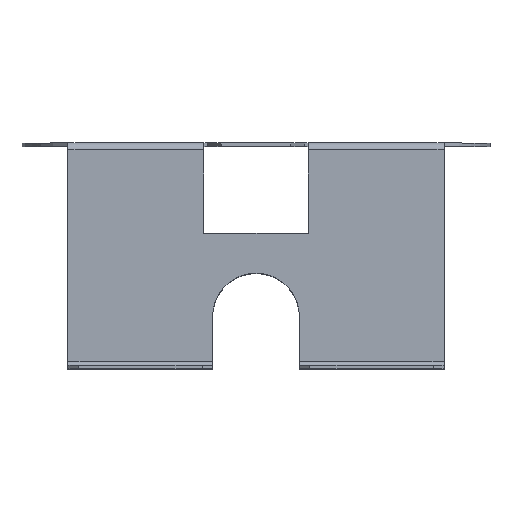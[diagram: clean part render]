
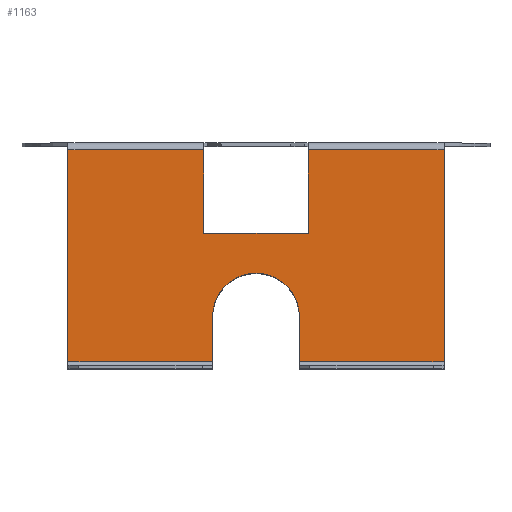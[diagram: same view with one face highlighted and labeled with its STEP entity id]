
A CAD part, top view. The second image highlights one B-rep face of the part: STEP entity #1163.
In plain terms, the highlighted planar face has unit normal (0, 0, 1).
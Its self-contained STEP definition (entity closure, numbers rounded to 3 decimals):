
#17 = DIRECTION ( 'NONE',  ( 1., 0., 0. ) ) ;
#29 = CARTESIAN_POINT ( 'NONE',  ( -8.665, -6.3, 2.95 ) ) ;
#96 = CARTESIAN_POINT ( 'NONE',  ( 2.165, 0., 2.95 ) ) ;
#111 = FACE_OUTER_BOUND ( 'NONE', #3261, .T. ) ;
#136 = CARTESIAN_POINT ( 'NONE',  ( -1.75, -0.2, 2.95 ) ) ;
#263 = LINE ( 'NONE', #1292, #319 ) ;
#319 = VECTOR ( 'NONE', #17, 1000. ) ;
#348 = CARTESIAN_POINT ( 'NONE',  ( -4.75, -0.2, 2.95 ) ) ;
#370 = DIRECTION ( 'NONE',  ( 0., 1., 0. ) ) ;
#392 = LINE ( 'NONE', #96, #1147 ) ;
#394 = VERTEX_POINT ( 'NONE', #348 ) ;
#489 = EDGE_CURVE ( 'NONE', #3135, #737, #1732, .T. ) ;
#542 = VECTOR ( 'NONE', #1352, 1000. ) ;
#559 = LINE ( 'NONE', #1334, #3105 ) ;
#592 = DIRECTION ( 'NONE',  ( 0., 1., 0. ) ) ;
#616 = PLANE ( 'NONE',  #2961 ) ;
#642 = EDGE_CURVE ( 'NONE', #971, #1666, #1588, .T. ) ;
#712 = VECTOR ( 'NONE', #1394, 1000. ) ;
#737 = VERTEX_POINT ( 'NONE', #136 ) ;
#839 = EDGE_CURVE ( 'NONE', #1666, #983, #2700, .T. ) ;
#875 = DIRECTION ( 'NONE',  ( 1., 0., 0. ) ) ;
#878 = ORIENTED_EDGE ( 'NONE', *, *, #3081, .F. ) ;
#901 = CARTESIAN_POINT ( 'NONE',  ( 0., 0., 2.95 ) ) ;
#971 = VERTEX_POINT ( 'NONE', #1312 ) ;
#983 = VERTEX_POINT ( 'NONE', #1058 ) ;
#1036 = VECTOR ( 'NONE', #875, 1000. ) ;
#1058 = CARTESIAN_POINT ( 'NONE',  ( -2., -5., 2.95 ) ) ;
#1093 = CARTESIAN_POINT ( 'NONE',  ( -8.665, 0., 2.95 ) ) ;
#1110 = CARTESIAN_POINT ( 'NONE',  ( 2.165, -6.3, 2.95 ) ) ;
#1112 = CARTESIAN_POINT ( 'NONE',  ( 2.165, -6.3, 2.95 ) ) ;
#1128 = EDGE_CURVE ( 'NONE', #2240, #2296, #392, .T. ) ;
#1143 = CARTESIAN_POINT ( 'NONE',  ( 2.165, -0.2, 2.95 ) ) ;
#1147 = VECTOR ( 'NONE', #370, 1000. ) ;
#1163 = ADVANCED_FACE ( 'NONE', ( #111 ), #616, .F. ) ;
#1205 = CARTESIAN_POINT ( 'NONE',  ( -3.25, -5., 2.95 ) ) ;
#1245 = CARTESIAN_POINT ( 'NONE',  ( -1.75, 0., 2.95 ) ) ;
#1259 = AXIS2_PLACEMENT_3D ( 'NONE', #1205, #2497, #3025 ) ;
#1264 = ORIENTED_EDGE ( 'NONE', *, *, #2045, .F. ) ;
#1277 = VERTEX_POINT ( 'NONE', #2254 ) ;
#1286 = VECTOR ( 'NONE', #1784, 1000. ) ;
#1287 = CARTESIAN_POINT ( 'NONE',  ( 2.165, -0.2, 2.95 ) ) ;
#1292 = CARTESIAN_POINT ( 'NONE',  ( 2.165, -0.2, 2.95 ) ) ;
#1312 = CARTESIAN_POINT ( 'NONE',  ( -4.5, -6.3, 2.95 ) ) ;
#1316 = ORIENTED_EDGE ( 'NONE', *, *, #1128, .T. ) ;
#1334 = CARTESIAN_POINT ( 'NONE',  ( -4.75, -2.6, 2.95 ) ) ;
#1341 = LINE ( 'NONE', #1093, #2054 ) ;
#1352 = DIRECTION ( 'NONE',  ( 0., -1., 0. ) ) ;
#1362 = LINE ( 'NONE', #1110, #712 ) ;
#1394 = DIRECTION ( 'NONE',  ( -1., 0., 0. ) ) ;
#1397 = VERTEX_POINT ( 'NONE', #3035 ) ;
#1402 = CARTESIAN_POINT ( 'NONE',  ( -4.5, -5., 2.95 ) ) ;
#1451 = VECTOR ( 'NONE', #2448, 1000. ) ;
#1480 = ORIENTED_EDGE ( 'NONE', *, *, #1639, .T. ) ;
#1531 = CARTESIAN_POINT ( 'NONE',  ( 2.165, -6.3, 2.95 ) ) ;
#1580 = DIRECTION ( 'NONE',  ( 0., 1., 0. ) ) ;
#1583 = ORIENTED_EDGE ( 'NONE', *, *, #642, .T. ) ;
#1588 = LINE ( 'NONE', #2585, #2484 ) ;
#1602 = DIRECTION ( 'NONE',  ( 0., 1., 0. ) ) ;
#1613 = CARTESIAN_POINT ( 'NONE',  ( -1.75, -2.6, 2.95 ) ) ;
#1639 = EDGE_CURVE ( 'NONE', #983, #1397, #1650, .T. ) ;
#1650 = LINE ( 'NONE', #3172, #542 ) ;
#1652 = DIRECTION ( 'NONE',  ( 0., 0., -1. ) ) ;
#1666 = VERTEX_POINT ( 'NONE', #1402 ) ;
#1682 = EDGE_CURVE ( 'NONE', #3135, #1277, #2431, .T. ) ;
#1732 = LINE ( 'NONE', #1245, #1286 ) ;
#1737 = ORIENTED_EDGE ( 'NONE', *, *, #2461, .F. ) ;
#1776 = ORIENTED_EDGE ( 'NONE', *, *, #2444, .F. ) ;
#1784 = DIRECTION ( 'NONE',  ( 0., 1., 0. ) ) ;
#1964 = EDGE_CURVE ( 'NONE', #1277, #394, #559, .T. ) ;
#2045 = EDGE_CURVE ( 'NONE', #971, #2313, #2408, .T. ) ;
#2049 = ORIENTED_EDGE ( 'NONE', *, *, #2831, .T. ) ;
#2054 = VECTOR ( 'NONE', #3179, 1000. ) ;
#2131 = DIRECTION ( 'NONE',  ( -1., 0., 0. ) ) ;
#2240 = VERTEX_POINT ( 'NONE', #1531 ) ;
#2254 = CARTESIAN_POINT ( 'NONE',  ( -4.75, -2.6, 2.95 ) ) ;
#2296 = VERTEX_POINT ( 'NONE', #1287 ) ;
#2313 = VERTEX_POINT ( 'NONE', #29 ) ;
#2408 = LINE ( 'NONE', #1112, #3280 ) ;
#2431 = LINE ( 'NONE', #1613, #1451 ) ;
#2444 = EDGE_CURVE ( 'NONE', #2240, #1397, #1362, .T. ) ;
#2448 = DIRECTION ( 'NONE',  ( -1., 0., 0. ) ) ;
#2461 = EDGE_CURVE ( 'NONE', #737, #2296, #3162, .T. ) ;
#2484 = VECTOR ( 'NONE', #1602, 1000. ) ;
#2497 = DIRECTION ( 'NONE',  ( 0., 0., -1. ) ) ;
#2556 = ORIENTED_EDGE ( 'NONE', *, *, #1964, .T. ) ;
#2585 = CARTESIAN_POINT ( 'NONE',  ( -4.5, 0., 2.95 ) ) ;
#2596 = CARTESIAN_POINT ( 'NONE',  ( -1.75, -2.6, 2.95 ) ) ;
#2700 = CIRCLE ( 'NONE', #1259, 1.25 ) ;
#2831 = EDGE_CURVE ( 'NONE', #3305, #2313, #1341, .T. ) ;
#2880 = ORIENTED_EDGE ( 'NONE', *, *, #839, .T. ) ;
#2961 = AXIS2_PLACEMENT_3D ( 'NONE', #901, #1652, #592 ) ;
#3025 = DIRECTION ( 'NONE',  ( 0., 1., 0. ) ) ;
#3035 = CARTESIAN_POINT ( 'NONE',  ( -2., -6.3, 2.95 ) ) ;
#3075 = ORIENTED_EDGE ( 'NONE', *, *, #489, .F. ) ;
#3081 = EDGE_CURVE ( 'NONE', #3305, #394, #263, .T. ) ;
#3105 = VECTOR ( 'NONE', #1580, 1000. ) ;
#3135 = VERTEX_POINT ( 'NONE', #2596 ) ;
#3162 = LINE ( 'NONE', #1143, #1036 ) ;
#3172 = CARTESIAN_POINT ( 'NONE',  ( -2., 0., 2.95 ) ) ;
#3173 = CARTESIAN_POINT ( 'NONE',  ( -8.665, -0.2, 2.95 ) ) ;
#3179 = DIRECTION ( 'NONE',  ( 0., -1., 0. ) ) ;
#3180 = ORIENTED_EDGE ( 'NONE', *, *, #1682, .T. ) ;
#3261 = EDGE_LOOP ( 'NONE', ( #2556, #878, #2049, #1264, #1583, #2880, #1480, #1776, #1316, #1737, #3075, #3180 ) ) ;
#3280 = VECTOR ( 'NONE', #2131, 1000. ) ;
#3305 = VERTEX_POINT ( 'NONE', #3173 ) ;
